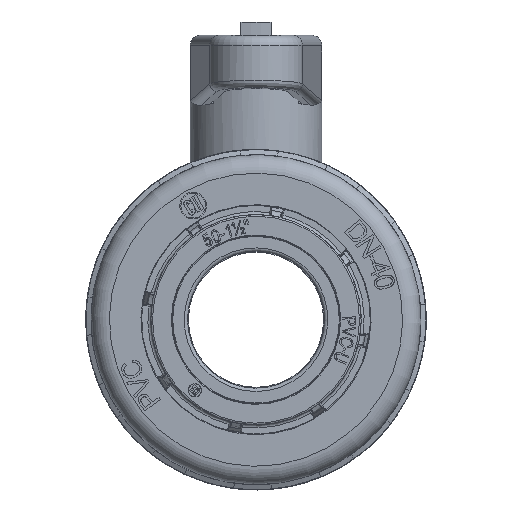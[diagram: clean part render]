
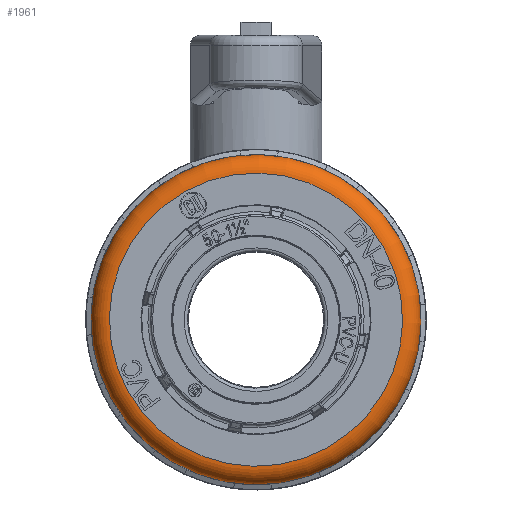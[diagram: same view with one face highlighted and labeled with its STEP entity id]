
A CAD part, front view. The second image highlights one B-rep face of the part: STEP entity #1961.
In plain terms, the highlighted toroidal (fillet/blend) face has major radius 43.9 mm and minor radius 5.5 mm.
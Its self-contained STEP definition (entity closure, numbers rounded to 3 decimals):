
#1961 = ADVANCED_FACE( '', ( #4654, #4655 ), #4656, .T. );
#4654 = FACE_OUTER_BOUND( '', #22238, .T. );
#4655 = FACE_OUTER_BOUND( '', #22239, .T. );
#4656 = TOROIDAL_SURFACE( '', #22240, 43.9, 5.5 );
#22238 = EDGE_LOOP( '', ( #64137 ) );
#22239 = EDGE_LOOP( '', ( #64138 ) );
#22240 = AXIS2_PLACEMENT_3D( '', #64139, #64140, #64141 );
#64137 = ORIENTED_EDGE( '', *, *, #72613, .F. );
#64138 = ORIENTED_EDGE( '', *, *, #70988, .T. );
#64139 = CARTESIAN_POINT( '', ( 0., 0., 5.5 ) );
#64140 = DIRECTION( '', ( 0., 0., -1. ) );
#64141 = DIRECTION( '', ( -1., 0., 0. ) );
#70988 = EDGE_CURVE( '', #74997, #74997, #74998, .T. );
#72613 = EDGE_CURVE( '', #77674, #77674, #77675, .T. );
#74997 = VERTEX_POINT( '', #81245 );
#74998 = CIRCLE( '', #81246, 49.4 );
#77674 = VERTEX_POINT( '', #89997 );
#77675 = CIRCLE( '', #89998, 43.9 );
#81245 = CARTESIAN_POINT( '', ( -49.4, 0., 5.5 ) );
#81246 = AXIS2_PLACEMENT_3D( '', #99737, #99738, #99739 );
#89997 = CARTESIAN_POINT( '', ( -43.9, 0., 0. ) );
#89998 = AXIS2_PLACEMENT_3D( '', #101571, #101572, #101573 );
#99737 = CARTESIAN_POINT( '', ( 0., 0., 5.5 ) );
#99738 = DIRECTION( '', ( 0., 0., -1. ) );
#99739 = DIRECTION( '', ( -1., 0., 0. ) );
#101571 = CARTESIAN_POINT( '', ( 0., 0., 0. ) );
#101572 = DIRECTION( '', ( 0., 0., -1. ) );
#101573 = DIRECTION( '', ( -1., 0., 0. ) );
